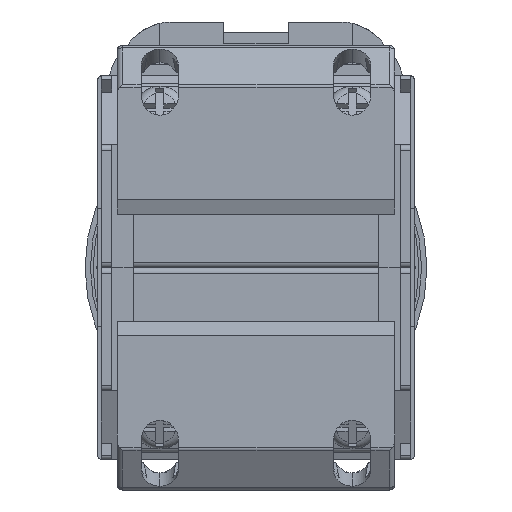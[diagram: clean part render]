
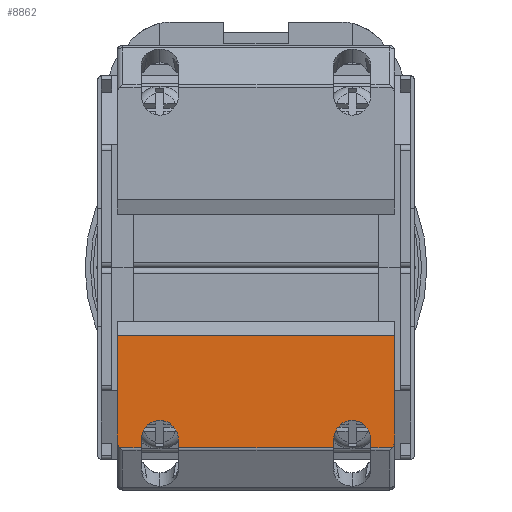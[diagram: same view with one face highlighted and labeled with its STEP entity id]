
A CAD part, front view. The second image highlights one B-rep face of the part: STEP entity #8862.
In plain terms, the highlighted planar face has unit normal (0, -1, 0).
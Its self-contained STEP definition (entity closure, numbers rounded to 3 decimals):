
#53 = VERTEX_POINT ( 'NONE', #12073 ) ;
#220 = EDGE_CURVE ( 'NONE', #7091, #14569, #10979, .T. ) ;
#331 = VERTEX_POINT ( 'NONE', #7303 ) ;
#866 = VECTOR ( 'NONE', #11638, 1000. ) ;
#1035 = CARTESIAN_POINT ( 'NONE',  ( 7.25, -41.5, -16.185 ) ) ;
#1369 = CARTESIAN_POINT ( 'NONE',  ( -13., -41.5, -6.374 ) ) ;
#1488 = CARTESIAN_POINT ( 'NONE',  ( 13., -41.5, -6.374 ) ) ;
#1587 = DIRECTION ( 'NONE',  ( -1., 0., 0. ) ) ;
#1679 = CARTESIAN_POINT ( 'NONE',  ( 12.76, -41.5, -16.86 ) ) ;
#2228 = VERTEX_POINT ( 'NONE', #5955 ) ;
#2404 = CARTESIAN_POINT ( 'NONE',  ( 10.75, -41.5, -16.185 ) ) ;
#2677 = ORIENTED_EDGE ( 'NONE', *, *, #220, .T. ) ;
#2911 = EDGE_LOOP ( 'NONE', ( #7313, #9854, #13735, #11000, #12410, #9603, #6866, #4731, #14917, #11726, #2677, #16489, #15140, #5637 ) ) ;
#2949 = DIRECTION ( 'NONE',  ( 0., 1., 0. ) ) ;
#3030 = EDGE_CURVE ( 'NONE', #2228, #14481, #3662, .T. ) ;
#3133 = CARTESIAN_POINT ( 'NONE',  ( -12.913, -41.5, -16.681 ) ) ;
#3410 = EDGE_CURVE ( 'NONE', #3451, #53, #8229, .T. ) ;
#3445 = VERTEX_POINT ( 'NONE', #15491 ) ;
#3451 = VERTEX_POINT ( 'NONE', #11513 ) ;
#3453 =( BOUNDED_CURVE ( )  B_SPLINE_CURVE ( 3, ( #1035, #14361, #5015, #2404 ),
 .UNSPECIFIED., .F., .F. ) 
 B_SPLINE_CURVE_WITH_KNOTS ( ( 4, 4 ),
 ( 4.712, 7.854 ),
 .UNSPECIFIED. ) 
 CURVE ( )  GEOMETRIC_REPRESENTATION_ITEM ( )  RATIONAL_B_SPLINE_CURVE ( ( 1., 0.333, 0.333, 1. ) ) 
 REPRESENTATION_ITEM ( '' )  );
#3552 = CARTESIAN_POINT ( 'NONE',  ( 13., -41.5, -6.374 ) ) ;
#3662 =( BOUNDED_CURVE ( )  B_SPLINE_CURVE ( 3, ( #14453, #3738, #5673, #1679 ),
 .UNSPECIFIED., .F., .F. ) 
 B_SPLINE_CURVE_WITH_KNOTS ( ( 4, 4 ),
 ( 4.712, 5.736 ),
 .UNSPECIFIED. ) 
 CURVE ( )  GEOMETRIC_REPRESENTATION_ITEM ( )  RATIONAL_B_SPLINE_CURVE ( ( 1., 0.915, 0.915, 1. ) ) 
 REPRESENTATION_ITEM ( '' )  );
#3738 = CARTESIAN_POINT ( 'NONE',  ( 13., -41.5, -16.382 ) ) ;
#3928 = EDGE_CURVE ( 'NONE', #3445, #8785, #5201, .T. ) ;
#4017 = CARTESIAN_POINT ( 'NONE',  ( -10.75, -41.5, -16.86 ) ) ;
#4093 =( BOUNDED_CURVE ( )  B_SPLINE_CURVE ( 3, ( #7118, #3133, #13834, #5816 ),
 .UNSPECIFIED., .F., .F. ) 
 B_SPLINE_CURVE_WITH_KNOTS ( ( 4, 4 ),
 ( 3.689, 4.712 ),
 .UNSPECIFIED. ) 
 CURVE ( )  GEOMETRIC_REPRESENTATION_ITEM ( )  RATIONAL_B_SPLINE_CURVE ( ( 1., 0.915, 0.915, 1. ) ) 
 REPRESENTATION_ITEM ( '' )  );
#4278 = EDGE_CURVE ( 'NONE', #8884, #16460, #3453, .T. ) ;
#4312 = CARTESIAN_POINT ( 'NONE',  ( 7.25, -41.5, -6.374 ) ) ;
#4731 = ORIENTED_EDGE ( 'NONE', *, *, #3928, .F. ) ;
#5015 = CARTESIAN_POINT ( 'NONE',  ( 10.75, -41.5, -12.377 ) ) ;
#5201 = LINE ( 'NONE', #13073, #7483 ) ;
#5434 = CARTESIAN_POINT ( 'NONE',  ( 13., -41.5, -6.374 ) ) ;
#5637 = ORIENTED_EDGE ( 'NONE', *, *, #3410, .F. ) ;
#5673 = CARTESIAN_POINT ( 'NONE',  ( 12.913, -41.5, -16.681 ) ) ;
#5734 = VECTOR ( 'NONE', #11069, 1000. ) ;
#5816 = CARTESIAN_POINT ( 'NONE',  ( -13., -41.5, -16.039 ) ) ;
#5856 = CARTESIAN_POINT ( 'NONE',  ( 7.25, -41.5, -16.185 ) ) ;
#5955 = CARTESIAN_POINT ( 'NONE',  ( 13., -41.5, -16.039 ) ) ;
#6330 = LINE ( 'NONE', #5434, #16186 ) ;
#6403 = EDGE_CURVE ( 'NONE', #14569, #9982, #10012, .T. ) ;
#6572 = CARTESIAN_POINT ( 'NONE',  ( -12.76, -41.5, -16.86 ) ) ;
#6866 = ORIENTED_EDGE ( 'NONE', *, *, #16930, .T. ) ;
#7051 = FACE_OUTER_BOUND ( 'NONE', #2911, .T. ) ;
#7091 = VERTEX_POINT ( 'NONE', #4017 ) ;
#7118 = CARTESIAN_POINT ( 'NONE',  ( -12.76, -41.5, -16.86 ) ) ;
#7130 = CARTESIAN_POINT ( 'NONE',  ( -10.75, -41.5, -6.374 ) ) ;
#7303 = CARTESIAN_POINT ( 'NONE',  ( 10.75, -41.5, -16.86 ) ) ;
#7313 = ORIENTED_EDGE ( 'NONE', *, *, #17250, .T. ) ;
#7342 = DIRECTION ( 'NONE',  ( -1., 0., 0. ) ) ;
#7394 = VECTOR ( 'NONE', #12474, 1000. ) ;
#7405 = CARTESIAN_POINT ( 'NONE',  ( 13., -41.5, -16.86 ) ) ;
#7483 = VECTOR ( 'NONE', #7852, 1000. ) ;
#7852 = DIRECTION ( 'NONE',  ( 0., 0., 1. ) ) ;
#7878 = CARTESIAN_POINT ( 'NONE',  ( -7.25, -41.5, -12.377 ) ) ;
#8229 = LINE ( 'NONE', #7405, #15333 ) ;
#8328 = EDGE_CURVE ( 'NONE', #2228, #9035, #6330, .T. ) ;
#8331 = CARTESIAN_POINT ( 'NONE',  ( -10.75, -41.5, -16.185 ) ) ;
#8428 = LINE ( 'NONE', #4312, #15110 ) ;
#8434 = LINE ( 'NONE', #10526, #15115 ) ;
#8785 = VERTEX_POINT ( 'NONE', #1369 ) ;
#8862 = ADVANCED_FACE ( 'NONE', ( #7051 ), #9554, .F. ) ;
#8884 = VERTEX_POINT ( 'NONE', #5856 ) ;
#9035 = VERTEX_POINT ( 'NONE', #3552 ) ;
#9213 = CARTESIAN_POINT ( 'NONE',  ( -10.75, -41.5, -16.185 ) ) ;
#9224 = EDGE_CURVE ( 'NONE', #14942, #3445, #4093, .T. ) ;
#9321 = DIRECTION ( 'NONE',  ( 0., 0., -1. ) ) ;
#9530 = LINE ( 'NONE', #17314, #12166 ) ;
#9554 = PLANE ( 'NONE',  #13318 ) ;
#9603 = ORIENTED_EDGE ( 'NONE', *, *, #8328, .T. ) ;
#9623 = CARTESIAN_POINT ( 'NONE',  ( 13., -41.5, -16.86 ) ) ;
#9630 = DIRECTION ( 'NONE',  ( 0., 0., 1. ) ) ;
#9653 = CARTESIAN_POINT ( 'NONE',  ( -7.25, -41.5, -6.374 ) ) ;
#9848 = EDGE_CURVE ( 'NONE', #16460, #331, #9530, .T. ) ;
#9854 = ORIENTED_EDGE ( 'NONE', *, *, #4278, .T. ) ;
#9982 = VERTEX_POINT ( 'NONE', #14744 ) ;
#10012 =( BOUNDED_CURVE ( )  B_SPLINE_CURVE ( 3, ( #9213, #17212, #7878, #10547 ),
 .UNSPECIFIED., .F., .F. ) 
 B_SPLINE_CURVE_WITH_KNOTS ( ( 4, 4 ),
 ( 4.712, 7.854 ),
 .UNSPECIFIED. ) 
 CURVE ( )  GEOMETRIC_REPRESENTATION_ITEM ( )  RATIONAL_B_SPLINE_CURVE ( ( 1., 0.333, 0.333, 1. ) ) 
 REPRESENTATION_ITEM ( '' )  );
#10100 = VECTOR ( 'NONE', #1587, 1000. ) ;
#10503 = LINE ( 'NONE', #9623, #10100 ) ;
#10526 = CARTESIAN_POINT ( 'NONE',  ( 13., -41.5, -16.86 ) ) ;
#10547 = CARTESIAN_POINT ( 'NONE',  ( -7.25, -41.5, -16.185 ) ) ;
#10588 = DIRECTION ( 'NONE',  ( -1., 0., 0. ) ) ;
#10955 = CARTESIAN_POINT ( 'NONE',  ( 13., -41.5, -6.374 ) ) ;
#10979 = LINE ( 'NONE', #7130, #7394 ) ;
#11000 = ORIENTED_EDGE ( 'NONE', *, *, #15126, .F. ) ;
#11069 = DIRECTION ( 'NONE',  ( 0., 0., -1. ) ) ;
#11513 = CARTESIAN_POINT ( 'NONE',  ( 7.25, -41.5, -16.86 ) ) ;
#11638 = DIRECTION ( 'NONE',  ( -1., 0., 0. ) ) ;
#11726 = ORIENTED_EDGE ( 'NONE', *, *, #13625, .F. ) ;
#11992 = LINE ( 'NONE', #1488, #866 ) ;
#12073 = CARTESIAN_POINT ( 'NONE',  ( -7.25, -41.5, -16.86 ) ) ;
#12166 = VECTOR ( 'NONE', #9321, 1000. ) ;
#12318 = DIRECTION ( 'NONE',  ( 0., 0., -1. ) ) ;
#12410 = ORIENTED_EDGE ( 'NONE', *, *, #3030, .F. ) ;
#12474 = DIRECTION ( 'NONE',  ( 0., 0., 1. ) ) ;
#12873 = LINE ( 'NONE', #9653, #5734 ) ;
#13073 = CARTESIAN_POINT ( 'NONE',  ( -13., -41.5, -6.374 ) ) ;
#13318 = AXIS2_PLACEMENT_3D ( 'NONE', #10955, #2949, #12318 ) ;
#13625 = EDGE_CURVE ( 'NONE', #7091, #14942, #8434, .T. ) ;
#13735 = ORIENTED_EDGE ( 'NONE', *, *, #9848, .T. ) ;
#13834 = CARTESIAN_POINT ( 'NONE',  ( -13., -41.5, -16.382 ) ) ;
#14361 = CARTESIAN_POINT ( 'NONE',  ( 7.25, -41.5, -12.377 ) ) ;
#14453 = CARTESIAN_POINT ( 'NONE',  ( 13., -41.5, -16.039 ) ) ;
#14481 = VERTEX_POINT ( 'NONE', #14688 ) ;
#14569 = VERTEX_POINT ( 'NONE', #8331 ) ;
#14612 = EDGE_CURVE ( 'NONE', #9982, #53, #12873, .T. ) ;
#14688 = CARTESIAN_POINT ( 'NONE',  ( 12.76, -41.5, -16.86 ) ) ;
#14744 = CARTESIAN_POINT ( 'NONE',  ( -7.25, -41.5, -16.185 ) ) ;
#14792 = DIRECTION ( 'NONE',  ( 0., 0., 1. ) ) ;
#14877 = CARTESIAN_POINT ( 'NONE',  ( 10.75, -41.5, -16.185 ) ) ;
#14917 = ORIENTED_EDGE ( 'NONE', *, *, #9224, .F. ) ;
#14942 = VERTEX_POINT ( 'NONE', #6572 ) ;
#15110 = VECTOR ( 'NONE', #9630, 1000. ) ;
#15115 = VECTOR ( 'NONE', #10588, 1000. ) ;
#15126 = EDGE_CURVE ( 'NONE', #14481, #331, #10503, .T. ) ;
#15140 = ORIENTED_EDGE ( 'NONE', *, *, #14612, .T. ) ;
#15333 = VECTOR ( 'NONE', #7342, 1000. ) ;
#15491 = CARTESIAN_POINT ( 'NONE',  ( -13., -41.5, -16.039 ) ) ;
#16186 = VECTOR ( 'NONE', #14792, 1000. ) ;
#16460 = VERTEX_POINT ( 'NONE', #14877 ) ;
#16489 = ORIENTED_EDGE ( 'NONE', *, *, #6403, .T. ) ;
#16930 = EDGE_CURVE ( 'NONE', #9035, #8785, #11992, .T. ) ;
#17212 = CARTESIAN_POINT ( 'NONE',  ( -10.75, -41.5, -12.377 ) ) ;
#17250 = EDGE_CURVE ( 'NONE', #3451, #8884, #8428, .T. ) ;
#17314 = CARTESIAN_POINT ( 'NONE',  ( 10.75, -41.5, -6.374 ) ) ;
